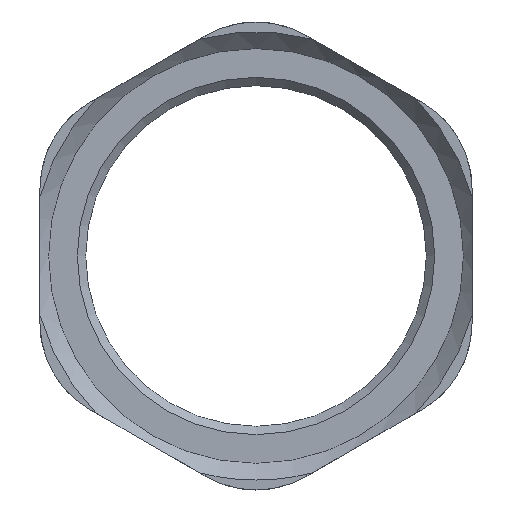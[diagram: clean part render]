
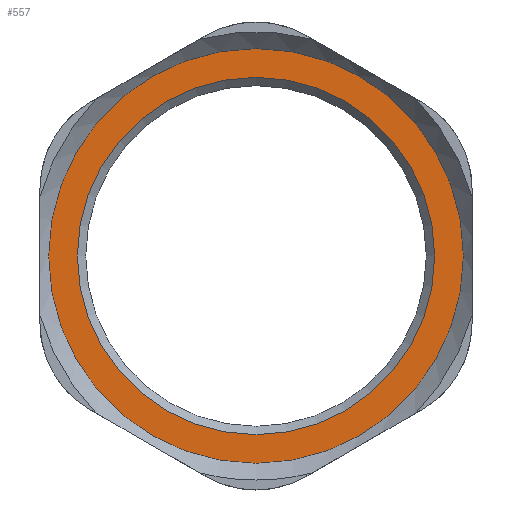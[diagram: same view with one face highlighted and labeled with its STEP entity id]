
A CAD part, front view. The second image highlights one B-rep face of the part: STEP entity #557.
In plain terms, the highlighted planar face has unit normal (0, -1, 0).
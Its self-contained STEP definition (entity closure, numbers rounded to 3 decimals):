
#45=FACE_BOUND('',#101,.T.);
#47=PLANE('',#613);
#70=FACE_OUTER_BOUND('',#100,.T.);
#100=EDGE_LOOP('',(#378));
#101=EDGE_LOOP('',(#379));
#199=CIRCLE('',#610,10.75);
#201=CIRCLE('',#614,12.483);
#223=VERTEX_POINT('',#810);
#225=VERTEX_POINT('',#818);
#284=EDGE_CURVE('',#223,#223,#199,.T.);
#287=EDGE_CURVE('',#225,#225,#201,.T.);
#378=ORIENTED_EDGE('',*,*,#287,.T.);
#379=ORIENTED_EDGE('',*,*,#284,.F.);
#557=ADVANCED_FACE('',(#70,#45),#47,.F.);
#610=AXIS2_PLACEMENT_3D('',#812,#669,#670);
#613=AXIS2_PLACEMENT_3D('',#817,#676,#677);
#614=AXIS2_PLACEMENT_3D('',#819,#678,#679);
#669=DIRECTION('center_axis',(0.,-1.,0.));
#670=DIRECTION('ref_axis',(1.,0.,0.));
#676=DIRECTION('center_axis',(0.,1.,0.));
#677=DIRECTION('ref_axis',(0.,0.,1.));
#678=DIRECTION('center_axis',(0.,-1.,0.));
#679=DIRECTION('ref_axis',(1.,0.,0.));
#810=CARTESIAN_POINT('',(-10.75,-4.,0.));
#812=CARTESIAN_POINT('Origin',(0.,-4.,0.));
#817=CARTESIAN_POINT('Origin',(0.,-4.,12.483));
#818=CARTESIAN_POINT('',(0.,-4.,-12.483));
#819=CARTESIAN_POINT('Origin',(0.,-4.,0.));
